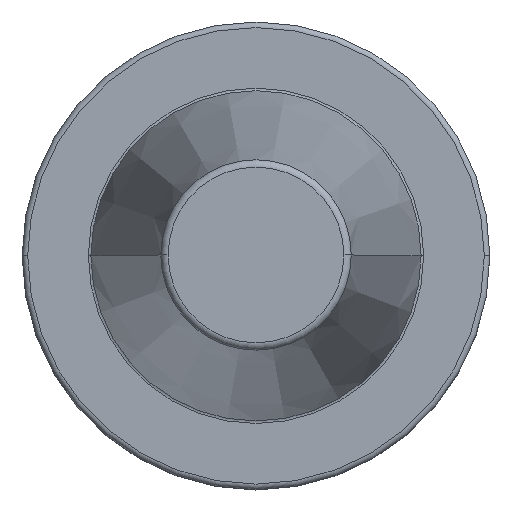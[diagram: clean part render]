
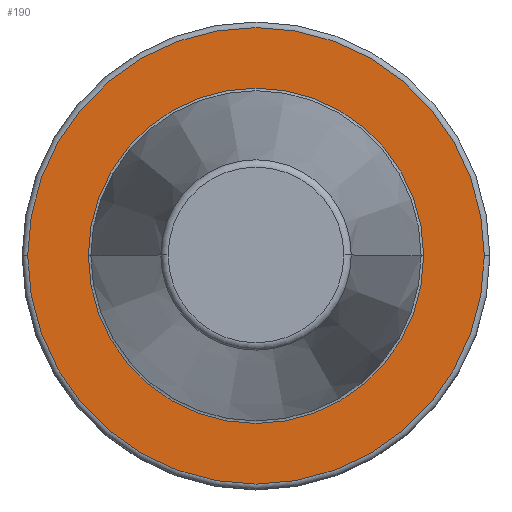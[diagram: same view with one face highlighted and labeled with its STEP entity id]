
A CAD part, top view. The second image highlights one B-rep face of the part: STEP entity #190.
In plain terms, the highlighted planar face has unit normal (0, 0, 1).
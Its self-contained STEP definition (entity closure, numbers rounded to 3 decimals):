
#190=ADVANCED_FACE('',(#221,#222),#211,.F.);
#211=PLANE('',#796);
#221=FACE_BOUND('',#257,.T.);
#222=FACE_BOUND('',#258,.T.);
#257=EDGE_LOOP('',(#393,#394));
#258=EDGE_LOOP('',(#395,#396));
#393=ORIENTED_EDGE('',*,*,#589,.T.);
#394=ORIENTED_EDGE('',*,*,#551,.T.);
#395=ORIENTED_EDGE('',*,*,#522,.T.);
#396=ORIENTED_EDGE('',*,*,#520,.T.);
#465=VERTEX_POINT('',#1106);
#468=VERTEX_POINT('',#1111);
#489=VERTEX_POINT('',#1173);
#491=VERTEX_POINT('',#1176);
#520=EDGE_CURVE('',#465,#468,#612,.T.);
#522=EDGE_CURVE('',#468,#465,#614,.T.);
#551=EDGE_CURVE('',#491,#489,#635,.T.);
#589=EDGE_CURVE('',#489,#491,#663,.T.);
#612=CIRCLE('',#716,22.563);
#614=CIRCLE('',#719,22.563);
#635=CIRCLE('',#749,30.725);
#663=CIRCLE('',#795,30.725);
#716=AXIS2_PLACEMENT_3D('',#1112,#849,#850);
#719=AXIS2_PLACEMENT_3D('',#1115,#855,#856);
#749=AXIS2_PLACEMENT_3D('',#1175,#923,#924);
#795=AXIS2_PLACEMENT_3D('',#1249,#1025,#1026);
#796=AXIS2_PLACEMENT_3D('',#1250,#1027,#1028);
#849=DIRECTION('',(0.,0.,-1.));
#850=DIRECTION('',(-1.,0.,0.));
#855=DIRECTION('',(0.,0.,-1.));
#856=DIRECTION('',(-1.,0.,0.));
#923=DIRECTION('',(0.,0.,1.));
#924=DIRECTION('',(-1.,0.,0.));
#1025=DIRECTION('',(0.,0.,1.));
#1026=DIRECTION('',(-1.,0.,0.));
#1027=DIRECTION('',(0.,0.,-1.));
#1028=DIRECTION('',(1.,0.,0.));
#1106=CARTESIAN_POINT('',(-22.563,0.,-2.));
#1111=CARTESIAN_POINT('',(22.563,0.,-2.));
#1112=CARTESIAN_POINT('',(0.,0.,-2.));
#1115=CARTESIAN_POINT('',(0.,0.,-2.));
#1173=CARTESIAN_POINT('',(30.725,0.,-2.));
#1175=CARTESIAN_POINT('',(0.,0.,-2.));
#1176=CARTESIAN_POINT('',(-30.725,0.,-2.));
#1249=CARTESIAN_POINT('',(0.,0.,-2.));
#1250=CARTESIAN_POINT('',(0.,31.475,-2.));
